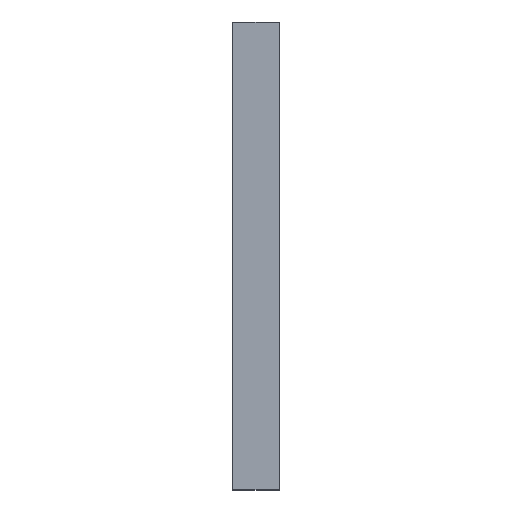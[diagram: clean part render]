
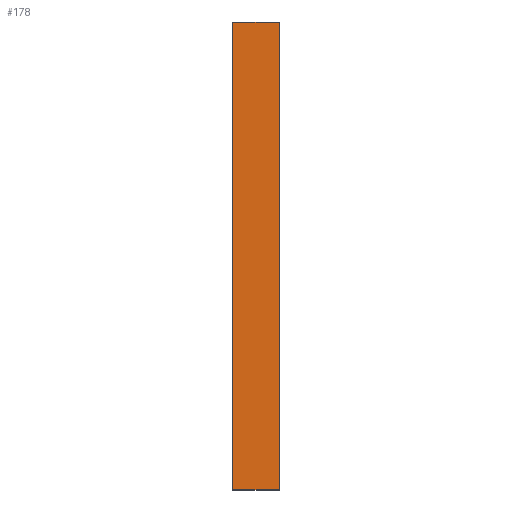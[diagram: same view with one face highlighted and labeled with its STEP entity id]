
A CAD part, top view. The second image highlights one B-rep face of the part: STEP entity #178.
In plain terms, the highlighted planar face has unit normal (0, 0, 1).
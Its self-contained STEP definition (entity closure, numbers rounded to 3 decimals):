
#42=CARTESIAN_POINT('Vertex',(5000.,50000.,5.)) ;
#56=CARTESIAN_POINT('Vertex',(-5000.,50000.,5.)) ;
#59=CARTESIAN_POINT('Line Origine',(0.,50000.,5.)) ;
#87=CARTESIAN_POINT('Vertex',(-5000.,-50000.,5.)) ;
#90=CARTESIAN_POINT('Line Origine',(-5000.,0.,5.)) ;
#118=CARTESIAN_POINT('Vertex',(5000.,-50000.,5.)) ;
#121=CARTESIAN_POINT('Line Origine',(0.,-50000.,5.)) ;
#143=CARTESIAN_POINT('Line Origine',(5000.,0.,5.)) ;
#167=CARTESIAN_POINT('Axis2P3D Location',(0.,0.,5.)) ;
#61=VECTOR('Line Direction',#60,1.) ;
#92=VECTOR('Line Direction',#91,1.) ;
#123=VECTOR('Line Direction',#122,1.) ;
#145=VECTOR('Line Direction',#144,1.) ;
#60=DIRECTION('Vector Direction',(1.,0.,0.)) ;
#91=DIRECTION('Vector Direction',(0.,1.,0.)) ;
#122=DIRECTION('Vector Direction',(-1.,0.,0.)) ;
#144=DIRECTION('Vector Direction',(0.,-1.,0.)) ;
#168=DIRECTION('Axis2P3D Direction',(0.,0.,1.)) ;
#169=DIRECTION('Axis2P3D XDirection',(1.,0.,0.)) ;
#170=AXIS2_PLACEMENT_3D('Plane Axis2P3D',#167,#168,#169) ;
#62=LINE('Line',#59,#61) ;
#93=LINE('Line',#90,#92) ;
#124=LINE('Line',#121,#123) ;
#146=LINE('Line',#143,#145) ;
#171=PLANE('',#170) ;
#63=EDGE_CURVE('',#43,#57,#62,.F.) ;
#94=EDGE_CURVE('',#57,#88,#93,.F.) ;
#125=EDGE_CURVE('',#88,#119,#124,.F.) ;
#147=EDGE_CURVE('',#119,#43,#146,.F.) ;
#173=ORIENTED_EDGE('',*,*,#63,.T.) ;
#174=ORIENTED_EDGE('',*,*,#94,.T.) ;
#175=ORIENTED_EDGE('',*,*,#125,.T.) ;
#176=ORIENTED_EDGE('',*,*,#147,.T.) ;
#172=EDGE_LOOP('',(#173,#174,#175,#176)) ;
#43=VERTEX_POINT('',#42) ;
#57=VERTEX_POINT('',#56) ;
#88=VERTEX_POINT('',#87) ;
#119=VERTEX_POINT('',#118) ;
#178=ADVANCED_FACE('PartBody',(#177),#171,.T.) ;
#177=FACE_OUTER_BOUND('',#172,.T.) ;
